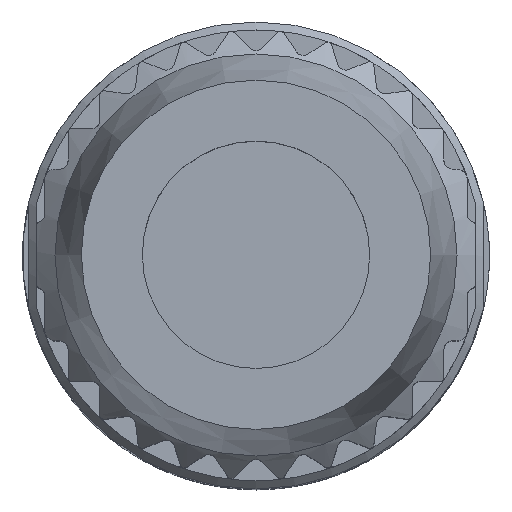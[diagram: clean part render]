
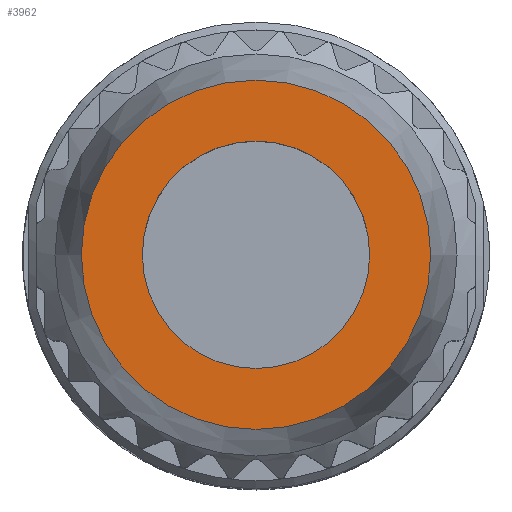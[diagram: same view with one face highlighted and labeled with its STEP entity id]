
A CAD part, top view. The second image highlights one B-rep face of the part: STEP entity #3962.
In plain terms, the highlighted planar face has unit normal (0, 0, 1).
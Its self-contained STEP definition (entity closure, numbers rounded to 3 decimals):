
#3885=FACE_BOUND('',#5171,.T.);
#3886=FACE_BOUND('',#5172,.T.);
#3962=ADVANCED_FACE('',(#3885,#3886),#4478,.T.);
#4478=PLANE('',#12895);
#5171=EDGE_LOOP('',(#6033));
#5172=EDGE_LOOP('',(#6034));
#5727=CIRCLE('',#12893,2.8);
#5728=CIRCLE('',#12894,4.3);
#6033=ORIENTED_EDGE('',*,*,#9711,.F.);
#6034=ORIENTED_EDGE('',*,*,#9712,.F.);
#8801=VERTEX_POINT('',#15803);
#8802=VERTEX_POINT('',#15805);
#9711=EDGE_CURVE('',#8801,#8801,#5727,.T.);
#9712=EDGE_CURVE('',#8802,#8802,#5728,.T.);
#12893=AXIS2_PLACEMENT_3D('',#15802,#13654,#13655);
#12894=AXIS2_PLACEMENT_3D('',#15804,#13656,#13657);
#12895=AXIS2_PLACEMENT_3D('',#15806,#13658,#13659);
#13654=DIRECTION('',(0.,0.,1.));
#13655=DIRECTION('',(1.,0.,0.));
#13656=DIRECTION('',(0.,0.,-1.));
#13657=DIRECTION('',(1.,0.,0.));
#13658=DIRECTION('',(0.,0.,1.));
#13659=DIRECTION('',(0.,-1.,0.));
#15802=CARTESIAN_POINT('',(101.422,-57.925,21.6));
#15803=CARTESIAN_POINT('',(104.222,-57.925,21.6));
#15804=CARTESIAN_POINT('',(101.422,-57.925,21.6));
#15805=CARTESIAN_POINT('',(105.722,-57.925,21.6));
#15806=CARTESIAN_POINT('',(96.692,-53.195,21.6));
